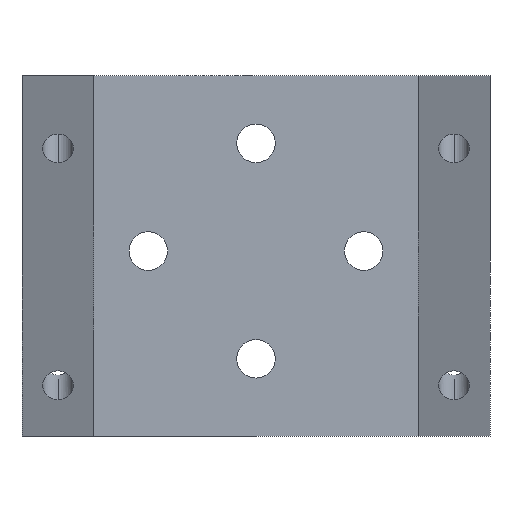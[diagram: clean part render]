
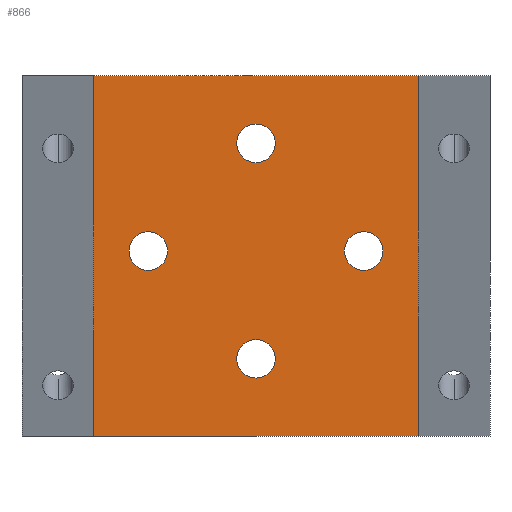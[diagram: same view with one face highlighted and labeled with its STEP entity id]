
A CAD part, left-side view. The second image highlights one B-rep face of the part: STEP entity #866.
In plain terms, the highlighted planar face has unit normal (-1, 0, 0).
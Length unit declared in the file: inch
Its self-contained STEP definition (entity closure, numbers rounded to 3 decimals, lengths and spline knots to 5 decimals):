
#7 = EDGE_CURVE ( 'NONE', #1003, #84, #212, .T. ) ;
#13 = VERTEX_POINT ( 'NONE', #998 ) ;
#14 = EDGE_CURVE ( 'NONE', #384, #328, #889, .T. ) ;
#24 = DIRECTION ( 'NONE',  ( 0., 0., 1. ) ) ;
#31 = DIRECTION ( 'NONE',  ( 0., 0., 1. ) ) ;
#42 = FACE_OUTER_BOUND ( 'NONE', #507, .T. ) ;
#60 = DIRECTION ( 'NONE',  ( 0., 0., 1. ) ) ;
#61 = VERTEX_POINT ( 'NONE', #301 ) ;
#62 = VERTEX_POINT ( 'NONE', #367 ) ;
#84 = VERTEX_POINT ( 'NONE', #752 ) ;
#90 = CIRCLE ( 'NONE', #769, 0.06693 ) ;
#98 = ORIENTED_EDGE ( 'NONE', *, *, #636, .T. ) ;
#105 = LINE ( 'NONE', #615, #721 ) ;
#106 = AXIS2_PLACEMENT_3D ( 'NONE', #335, #948, #779 ) ;
#110 = VECTOR ( 'NONE', #523, 39.37008 ) ;
#122 = ORIENTED_EDGE ( 'NONE', *, *, #14, .T. ) ;
#145 = ORIENTED_EDGE ( 'NONE', *, *, #848, .F. ) ;
#148 = CARTESIAN_POINT ( 'NONE',  ( 0., -0.5625, 1.25 ) ) ;
#156 = CARTESIAN_POINT ( 'NONE',  ( 0., 0., 1.01624 ) ) ;
#161 = VERTEX_POINT ( 'NONE', #699 ) ;
#183 = DIRECTION ( 'NONE',  ( 1., 0., 0. ) ) ;
#192 = DIRECTION ( 'NONE',  ( 0., -1., 0. ) ) ;
#199 = CARTESIAN_POINT ( 'NONE',  ( 0., 0., 0.33514 ) ) ;
#212 = LINE ( 'NONE', #148, #110 ) ;
#223 = EDGE_CURVE ( 'NONE', #627, #1003, #105, .T. ) ;
#246 = EDGE_CURVE ( 'NONE', #738, #62, #836, .T. ) ;
#248 = ORIENTED_EDGE ( 'NONE', *, *, #270, .T. ) ;
#253 = CARTESIAN_POINT ( 'NONE',  ( 0., 0.5625, 1.25 ) ) ;
#260 = ORIENTED_EDGE ( 'NONE', *, *, #436, .T. ) ;
#264 = FACE_BOUND ( 'NONE', #653, .T. ) ;
#270 = EDGE_CURVE ( 'NONE', #493, #161, #501, .T. ) ;
#273 = DIRECTION ( 'NONE',  ( 0., 0., 1. ) ) ;
#283 = FACE_BOUND ( 'NONE', #589, .T. ) ;
#301 = CARTESIAN_POINT ( 'NONE',  ( 0., -0.37402, 0.70915 ) ) ;
#310 = CIRCLE ( 'NONE', #691, 0.06693 ) ;
#328 = VERTEX_POINT ( 'NONE', #472 ) ;
#335 = CARTESIAN_POINT ( 'NONE',  ( 0., 0.37402, 0.64222 ) ) ;
#337 = DIRECTION ( 'NONE',  ( 1., 0., 0. ) ) ;
#366 = EDGE_CURVE ( 'NONE', #61, #794, #90, .T. ) ;
#367 = CARTESIAN_POINT ( 'NONE',  ( 0., 0.37402, 0.5753 ) ) ;
#384 = VERTEX_POINT ( 'NONE', #199 ) ;
#387 = AXIS2_PLACEMENT_3D ( 'NONE', #914, #686, #832 ) ;
#403 = AXIS2_PLACEMENT_3D ( 'NONE', #707, #183, #860 ) ;
#412 = VECTOR ( 'NONE', #192, 39.37008 ) ;
#436 = EDGE_CURVE ( 'NONE', #794, #61, #310, .T. ) ;
#461 = EDGE_CURVE ( 'NONE', #328, #384, #970, .T. ) ;
#466 = ORIENTED_EDGE ( 'NONE', *, *, #461, .T. ) ;
#472 = CARTESIAN_POINT ( 'NONE',  ( 0., 0., 0.20128 ) ) ;
#483 = CARTESIAN_POINT ( 'NONE',  ( 0., 2.14272, 0. ) ) ;
#493 = VERTEX_POINT ( 'NONE', #668 ) ;
#497 = CARTESIAN_POINT ( 'NONE',  ( 0., 0., 0.26821 ) ) ;
#501 = CIRCLE ( 'NONE', #403, 0.06693 ) ;
#507 = EDGE_LOOP ( 'NONE', ( #922, #830, #677, #145 ) ) ;
#523 = DIRECTION ( 'NONE',  ( 0., 0., -1. ) ) ;
#530 = FACE_BOUND ( 'NONE', #550, .T. ) ;
#543 = DIRECTION ( 'NONE',  ( 1., 0., 0. ) ) ;
#550 = EDGE_LOOP ( 'NONE', ( #260, #903 ) ) ;
#557 = DIRECTION ( 'NONE',  ( 0., 0., 1. ) ) ;
#589 = EDGE_LOOP ( 'NONE', ( #466, #122 ) ) ;
#606 = AXIS2_PLACEMENT_3D ( 'NONE', #793, #787, #24 ) ;
#610 = CARTESIAN_POINT ( 'NONE',  ( 0., 0.5625, 1.25 ) ) ;
#615 = CARTESIAN_POINT ( 'NONE',  ( 0., 2.14272, 1.25 ) ) ;
#617 = VECTOR ( 'NONE', #31, 39.37008 ) ;
#627 = VERTEX_POINT ( 'NONE', #610 ) ;
#636 = EDGE_CURVE ( 'NONE', #161, #493, #671, .T. ) ;
#645 = DIRECTION ( 'NONE',  ( 0., 0., 1. ) ) ;
#653 = EDGE_LOOP ( 'NONE', ( #827, #870 ) ) ;
#657 = DIRECTION ( 'NONE',  ( 1., 0., 0. ) ) ;
#660 = DIRECTION ( 'NONE',  ( 0., 0., 1. ) ) ;
#668 = CARTESIAN_POINT ( 'NONE',  ( 0., 0., 1.08317 ) ) ;
#671 = CIRCLE ( 'NONE', #709, 0.06693 ) ;
#677 = ORIENTED_EDGE ( 'NONE', *, *, #223, .F. ) ;
#678 = EDGE_LOOP ( 'NONE', ( #98, #248 ) ) ;
#686 = DIRECTION ( 'NONE',  ( 1., 0., 0. ) ) ;
#691 = AXIS2_PLACEMENT_3D ( 'NONE', #729, #802, #660 ) ;
#699 = CARTESIAN_POINT ( 'NONE',  ( 0., 0., 0.94931 ) ) ;
#705 = CARTESIAN_POINT ( 'NONE',  ( 0., 0.37402, 0.64222 ) ) ;
#707 = CARTESIAN_POINT ( 'NONE',  ( 0., 0., 1.01624 ) ) ;
#709 = AXIS2_PLACEMENT_3D ( 'NONE', #156, #543, #60 ) ;
#711 = DIRECTION ( 'NONE',  ( 1., 0., 0. ) ) ;
#721 = VECTOR ( 'NONE', #855, 39.37008 ) ;
#729 = CARTESIAN_POINT ( 'NONE',  ( 0., -0.37402, 0.64222 ) ) ;
#738 = VERTEX_POINT ( 'NONE', #764 ) ;
#743 = LINE ( 'NONE', #253, #617 ) ;
#752 = CARTESIAN_POINT ( 'NONE',  ( 0., -0.5625, 0. ) ) ;
#764 = CARTESIAN_POINT ( 'NONE',  ( 0., 0.37402, 0.70915 ) ) ;
#769 = AXIS2_PLACEMENT_3D ( 'NONE', #876, #657, #273 ) ;
#779 = DIRECTION ( 'NONE',  ( 0., 0., 1. ) ) ;
#787 = DIRECTION ( 'NONE',  ( -1., 0., 0. ) ) ;
#793 = CARTESIAN_POINT ( 'NONE',  ( 0., 2.14272, 1.25 ) ) ;
#794 = VERTEX_POINT ( 'NONE', #946 ) ;
#802 = DIRECTION ( 'NONE',  ( 1., 0., 0. ) ) ;
#810 = FACE_BOUND ( 'NONE', #678, .T. ) ;
#821 = EDGE_CURVE ( 'NONE', #62, #738, #877, .T. ) ;
#827 = ORIENTED_EDGE ( 'NONE', *, *, #821, .T. ) ;
#830 = ORIENTED_EDGE ( 'NONE', *, *, #7, .F. ) ;
#832 = DIRECTION ( 'NONE',  ( 0., 0., 1. ) ) ;
#835 = LINE ( 'NONE', #483, #412 ) ;
#836 = CIRCLE ( 'NONE', #874, 0.06693 ) ;
#848 = EDGE_CURVE ( 'NONE', #13, #627, #743, .T. ) ;
#855 = DIRECTION ( 'NONE',  ( 0., -1., 0. ) ) ;
#860 = DIRECTION ( 'NONE',  ( 0., 0., 1. ) ) ;
#863 = PLANE ( 'NONE',  #606 ) ;
#866 = ADVANCED_FACE ( 'NONE', ( #42, #264, #283, #530, #810 ), #863, .T. ) ;
#870 = ORIENTED_EDGE ( 'NONE', *, *, #246, .T. ) ;
#874 = AXIS2_PLACEMENT_3D ( 'NONE', #705, #711, #557 ) ;
#876 = CARTESIAN_POINT ( 'NONE',  ( 0., -0.37402, 0.64222 ) ) ;
#877 = CIRCLE ( 'NONE', #106, 0.06693 ) ;
#889 = CIRCLE ( 'NONE', #387, 0.06693 ) ;
#898 = CARTESIAN_POINT ( 'NONE',  ( 0., -0.5625, 1.25 ) ) ;
#903 = ORIENTED_EDGE ( 'NONE', *, *, #366, .T. ) ;
#906 = EDGE_CURVE ( 'NONE', #13, #84, #835, .T. ) ;
#914 = CARTESIAN_POINT ( 'NONE',  ( 0., 0., 0.26821 ) ) ;
#922 = ORIENTED_EDGE ( 'NONE', *, *, #906, .T. ) ;
#946 = CARTESIAN_POINT ( 'NONE',  ( 0., -0.37402, 0.5753 ) ) ;
#948 = DIRECTION ( 'NONE',  ( 1., 0., 0. ) ) ;
#970 = CIRCLE ( 'NONE', #1000, 0.06693 ) ;
#998 = CARTESIAN_POINT ( 'NONE',  ( 0., 0.5625, 0. ) ) ;
#1000 = AXIS2_PLACEMENT_3D ( 'NONE', #497, #337, #645 ) ;
#1003 = VERTEX_POINT ( 'NONE', #898 ) ;
